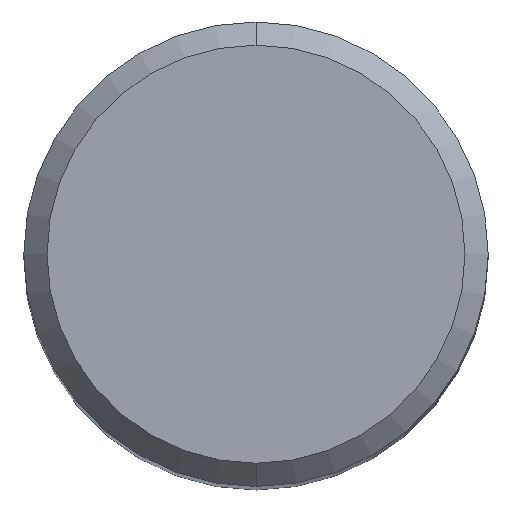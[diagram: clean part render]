
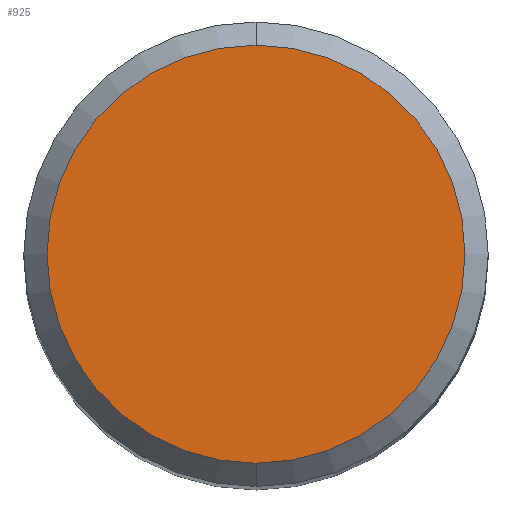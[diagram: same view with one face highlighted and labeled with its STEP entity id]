
A CAD part, top view. The second image highlights one B-rep face of the part: STEP entity #925.
In plain terms, the highlighted planar face has unit normal (0, 0, 1).
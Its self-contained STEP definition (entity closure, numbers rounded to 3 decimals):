
#451=VERTEX_POINT('',#1119);
#757=VERTEX_POINT('',#1456);
#817=EDGE_CURVE('',#757,#451,#1523,.T.);
#863=EDGE_CURVE('',#451,#757,#1575,.T.);
#925=ADVANCED_FACE('',(#1640),#1641,.T.);
#1119=CARTESIAN_POINT('',(0.0,4.5,0.));
#1456=CARTESIAN_POINT('',(0.,-4.5,0.));
#1523=CIRCLE('',#8875,4.5);
#1575=CIRCLE('',#8962,4.5);
#1640=FACE_OUTER_BOUND('',#9396,.T.);
#1641=PLANE('',#9397);
#8875=AXIS2_PLACEMENT_3D('',#10269,#10270,#10271);
#8962=AXIS2_PLACEMENT_3D('',#10340,#10341,#10342);
#9396=EDGE_LOOP('',(#10385,#10386));
#9397=AXIS2_PLACEMENT_3D('',#10387,#10388,#10389);
#10269=CARTESIAN_POINT('',(0.0,0.0,0.));
#10270=DIRECTION('',(0.0,0.0,-1.0));
#10271=DIRECTION('',(0.0,1.0,0.0));
#10340=CARTESIAN_POINT('',(0.0,0.0,0.));
#10341=DIRECTION('',(0.0,0.0,-1.0));
#10342=DIRECTION('',(0.0,1.0,0.0));
#10385=ORIENTED_EDGE('',*,*,#863,.F.);
#10386=ORIENTED_EDGE('',*,*,#817,.F.);
#10387=CARTESIAN_POINT('',(0.0,2.25,0.));
#10388=DIRECTION('',(-0.0,0.0,1.0));
#10389=DIRECTION('',(0.0,-1.0,0.0));
